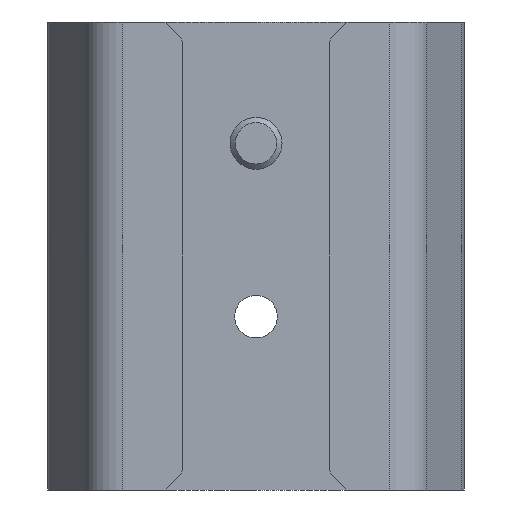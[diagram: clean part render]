
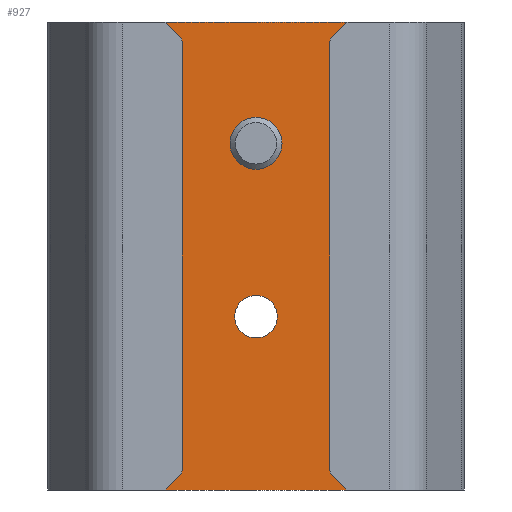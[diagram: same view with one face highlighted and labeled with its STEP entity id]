
A CAD part, front view. The second image highlights one B-rep face of the part: STEP entity #927.
In plain terms, the highlighted planar face has unit normal (0, -1, 0).
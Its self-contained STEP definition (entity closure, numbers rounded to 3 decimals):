
#188=CARTESIAN_POINT('',(19.0,39.5,-3.268));
#189=VERTEX_POINT('',#188);
#197=CARTESIAN_POINT('',(19.5,39.5,-3.621));
#198=VERTEX_POINT('',#197);
#199=CARTESIAN_POINT('',(19.,39.5,-3.268));
#200=DIRECTION('',(0.816,0.0,-0.577));
#201=VECTOR('',#200,0.612);
#202=LINE('',#199,#201);
#203=EDGE_CURVE('',#189,#198,#202,.T.);
#311=CARTESIAN_POINT('',(19.,39.5,3.268));
#312=VERTEX_POINT('',#311);
#320=CARTESIAN_POINT('',(23.621,39.5,0.));
#321=DIRECTION('',(0.0,-1.0,0.0));
#322=DIRECTION('',(-1.0,0.0,0.0));
#323=AXIS2_PLACEMENT_3D('',#320,#321,#322);
#324=ELLIPSE('',#323,6.536,4.621);
#325=EDGE_CURVE('',#312,#189,#324,.T.);
#377=CARTESIAN_POINT('',(19.5,39.5,3.621));
#378=VERTEX_POINT('',#377);
#386=CARTESIAN_POINT('',(19.5,39.5,3.621));
#387=DIRECTION('',(-0.816,0.0,-0.577));
#388=VECTOR('',#387,0.612);
#389=LINE('',#386,#388);
#390=EDGE_CURVE('',#378,#312,#389,.T.);
#622=CARTESIAN_POINT('',(19.5,39.5,-27.0));
#623=VERTEX_POINT('',#622);
#624=CARTESIAN_POINT('',(19.5,39.5,-3.621));
#625=DIRECTION('',(0.0,0.0,-1.0));
#626=VECTOR('',#625,23.379);
#627=LINE('',#624,#626);
#628=EDGE_CURVE('',#198,#623,#627,.T.);
#831=CARTESIAN_POINT('',(21.0,39.5,0.0));
#832=DIRECTION('',(0.0,-1.0,0.0));
#833=DIRECTION('',(0.0,0.0,-1.0));
#834=AXIS2_PLACEMENT_3D('',#831,#832,#833);
#835=PLANE('',#834);
#836=ORIENTED_EDGE('',*,*,#390,.F.);
#837=CARTESIAN_POINT('',(19.5,39.5,27.0));
#838=VERTEX_POINT('',#837);
#839=CARTESIAN_POINT('',(19.5,39.5,27.0));
#840=DIRECTION('',(0.0,0.0,-1.0));
#841=VECTOR('',#840,23.379);
#842=LINE('',#839,#841);
#843=EDGE_CURVE('',#838,#378,#842,.T.);
#844=ORIENTED_EDGE('',*,*,#843,.F.);
#845=CARTESIAN_POINT('',(-19.5,39.5,27.0));
#846=VERTEX_POINT('',#845);
#847=CARTESIAN_POINT('',(19.5,39.5,27.0));
#848=DIRECTION('',(-1.0,0.0,0.0));
#849=VECTOR('',#848,39.);
#850=LINE('',#847,#849);
#851=EDGE_CURVE('',#838,#846,#850,.T.);
#852=ORIENTED_EDGE('',*,*,#851,.T.);
#853=CARTESIAN_POINT('',(-19.5,39.5,3.621));
#854=VERTEX_POINT('',#853);
#855=CARTESIAN_POINT('',(-19.5,39.5,3.621));
#856=DIRECTION('',(0.0,0.0,1.0));
#857=VECTOR('',#856,23.379);
#858=LINE('',#855,#857);
#859=EDGE_CURVE('',#854,#846,#858,.T.);
#860=ORIENTED_EDGE('',*,*,#859,.F.);
#861=CARTESIAN_POINT('',(-19.,39.5,3.268));
#862=VERTEX_POINT('',#861);
#863=CARTESIAN_POINT('',(-19.,39.5,3.268));
#864=DIRECTION('',(-0.816,0.0,0.577));
#865=VECTOR('',#864,0.612);
#866=LINE('',#863,#865);
#867=EDGE_CURVE('',#862,#854,#866,.T.);
#868=ORIENTED_EDGE('',*,*,#867,.F.);
#869=CARTESIAN_POINT('',(-19.0,39.5,-3.268));
#870=VERTEX_POINT('',#869);
#871=CARTESIAN_POINT('',(-23.621,39.5,0.));
#872=DIRECTION('',(0.0,-1.0,0.0));
#873=DIRECTION('',(1.0,0.0,0.0));
#874=AXIS2_PLACEMENT_3D('',#871,#872,#873);
#875=ELLIPSE('',#874,6.536,4.621);
#876=EDGE_CURVE('',#870,#862,#875,.T.);
#877=ORIENTED_EDGE('',*,*,#876,.F.);
#878=CARTESIAN_POINT('',(-19.5,39.5,-3.621));
#879=VERTEX_POINT('',#878);
#880=CARTESIAN_POINT('',(-19.5,39.5,-3.621));
#881=DIRECTION('',(0.816,0.0,0.577));
#882=VECTOR('',#881,0.612);
#883=LINE('',#880,#882);
#884=EDGE_CURVE('',#879,#870,#883,.T.);
#885=ORIENTED_EDGE('',*,*,#884,.F.);
#886=CARTESIAN_POINT('',(-19.5,39.5,-27.0));
#887=VERTEX_POINT('',#886);
#888=CARTESIAN_POINT('',(-19.5,39.5,-27.0));
#889=DIRECTION('',(0.0,0.0,1.0));
#890=VECTOR('',#889,23.379);
#891=LINE('',#888,#890);
#892=EDGE_CURVE('',#887,#879,#891,.T.);
#893=ORIENTED_EDGE('',*,*,#892,.F.);
#894=CARTESIAN_POINT('',(-19.5,39.5,-27.0));
#895=DIRECTION('',(1.0,0.0,0.0));
#896=VECTOR('',#895,39.);
#897=LINE('',#894,#896);
#898=EDGE_CURVE('',#887,#623,#897,.T.);
#899=ORIENTED_EDGE('',*,*,#898,.T.);
#900=ORIENTED_EDGE('',*,*,#628,.F.);
#901=ORIENTED_EDGE('',*,*,#203,.F.);
#902=ORIENTED_EDGE('',*,*,#325,.F.);
#903=EDGE_LOOP('',(#836,#844,#852,#860,#868,#877,#885,#893,#899,#900,#901,#902));
#904=FACE_OUTER_BOUND('',#903,.T.);
#905=CARTESIAN_POINT('',(-2.459,39.5,-7.));
#906=VERTEX_POINT('',#905);
#907=CARTESIAN_POINT('',(0.0,39.5,-7.));
#908=DIRECTION('',(0.0,1.0,0.0));
#909=DIRECTION('',(1.0,0.0,0.0));
#910=AXIS2_PLACEMENT_3D('',#907,#908,#909);
#911=CIRCLE('',#910,2.459);
#912=EDGE_CURVE('',#906,#906,#911,.T.);
#913=ORIENTED_EDGE('',*,*,#912,.T.);
#914=EDGE_LOOP('',(#913));
#915=FACE_BOUND('',#914,.T.);
#916=CARTESIAN_POINT('',(-2.459,39.5,13.));
#917=VERTEX_POINT('',#916);
#918=CARTESIAN_POINT('',(0.0,39.5,13.));
#919=DIRECTION('',(0.0,1.0,0.0));
#920=DIRECTION('',(1.0,0.0,0.0));
#921=AXIS2_PLACEMENT_3D('',#918,#919,#920);
#922=CIRCLE('',#921,2.459);
#923=EDGE_CURVE('',#917,#917,#922,.T.);
#924=ORIENTED_EDGE('',*,*,#923,.T.);
#925=EDGE_LOOP('',(#924));
#926=FACE_BOUND('',#925,.T.);
#927=ADVANCED_FACE('',(#904,#915,#926),#835,.T.);
